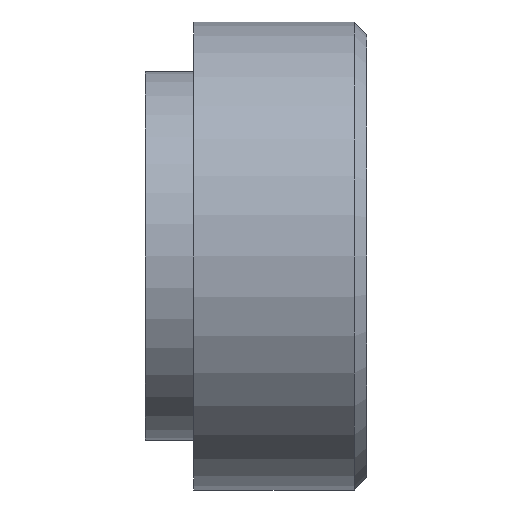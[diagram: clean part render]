
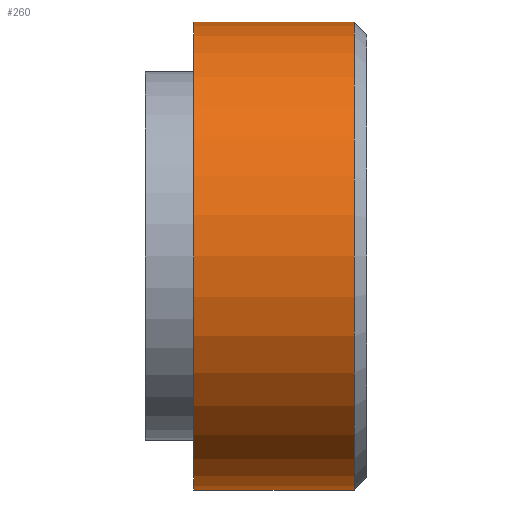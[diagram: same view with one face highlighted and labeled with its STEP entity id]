
A CAD part, front view. The second image highlights one B-rep face of the part: STEP entity #260.
In plain terms, the highlighted cylindrical face has radius 5.525 mm (diameter 11.05 mm), a full revolution.
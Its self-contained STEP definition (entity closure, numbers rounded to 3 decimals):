
#226=CARTESIAN_POINT('',(3.965,4.608,0.));
#227=VERTEX_POINT('',#226);
#228=CARTESIAN_POINT('',(3.965,-0.917,0.0));
#229=DIRECTION('',(1.0,0.0,0.0));
#230=DIRECTION('',(0.0,-1.0,0.0));
#231=AXIS2_PLACEMENT_3D('',#228,#229,#230);
#232=CIRCLE('',#231,5.525);
#233=EDGE_CURVE('',#227,#227,#232,.T.);
#241=CARTESIAN_POINT('',(2.225,-0.917,0.0));
#242=DIRECTION('',(1.0,0.0,0.0));
#243=DIRECTION('',(0.0,1.0,0.0));
#244=AXIS2_PLACEMENT_3D('',#241,#242,#243);
#245=CYLINDRICAL_SURFACE('',#244,5.525);
#246=CARTESIAN_POINT('',(0.185,4.608,0.0));
#247=VERTEX_POINT('',#246);
#248=CARTESIAN_POINT('',(0.185,-0.917,0.0));
#249=DIRECTION('',(1.0,0.0,0.0));
#250=DIRECTION('',(0.0,1.0,0.0));
#251=AXIS2_PLACEMENT_3D('',#248,#249,#250);
#252=CIRCLE('',#251,5.525);
#253=EDGE_CURVE('',#247,#247,#252,.T.);
#254=ORIENTED_EDGE('',*,*,#253,.T.);
#255=EDGE_LOOP('',(#254));
#256=FACE_OUTER_BOUND('',#255,.T.);
#257=ORIENTED_EDGE('',*,*,#233,.F.);
#258=EDGE_LOOP('',(#257));
#259=FACE_BOUND('',#258,.T.);
#260=ADVANCED_FACE('',(#256,#259),#245,.T.);
